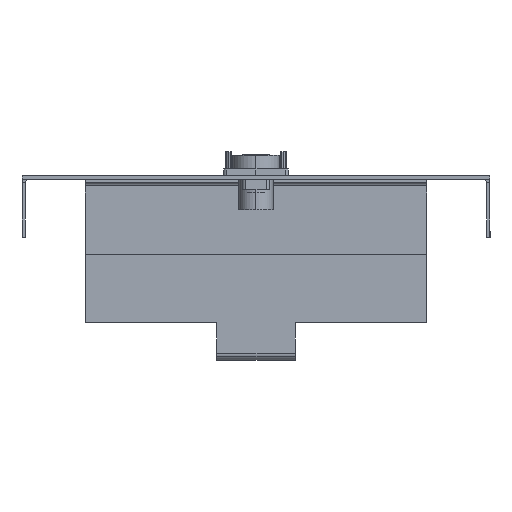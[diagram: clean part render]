
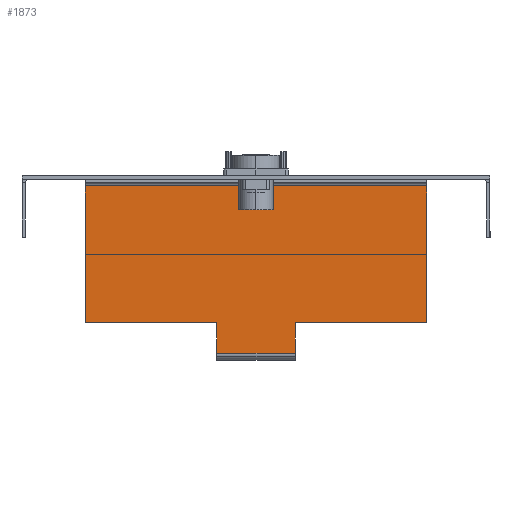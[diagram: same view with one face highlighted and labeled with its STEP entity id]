
A CAD part, left-side view. The second image highlights one B-rep face of the part: STEP entity #1873.
In plain terms, the highlighted planar face has unit normal (-1, 0, 0).
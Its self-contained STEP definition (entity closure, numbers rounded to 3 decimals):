
#25 = LINE ( 'NONE', #5265, #3783 ) ;
#54 = LINE ( 'NONE', #2245, #3081 ) ;
#60 = CARTESIAN_POINT ( 'NONE',  ( 23.5, -100., -42. ) ) ;
#79 = DIRECTION ( 'NONE',  ( 0., -1., 0. ) ) ;
#183 = VECTOR ( 'NONE', #5300, 1000. ) ;
#294 = EDGE_CURVE ( 'NONE', #5346, #4519, #25, .T. ) ;
#304 = VERTEX_POINT ( 'NONE', #1391 ) ;
#639 = ORIENTED_EDGE ( 'NONE', *, *, #4484, .T. ) ;
#739 = VECTOR ( 'NONE', #2489, 1000. ) ;
#786 = FACE_OUTER_BOUND ( 'NONE', #1100, .T. ) ;
#808 = LINE ( 'NONE', #3872, #3069 ) ;
#964 = CARTESIAN_POINT ( 'NONE',  ( 23.5, -61.5, -51. ) ) ;
#1100 = EDGE_LOOP ( 'NONE', ( #1528, #2579, #3788, #1674, #1175, #2853, #639, #5501 ) ) ;
#1175 = ORIENTED_EDGE ( 'NONE', *, *, #1288, .F. ) ;
#1288 = EDGE_CURVE ( 'NONE', #4758, #1326, #2380, .T. ) ;
#1326 = VERTEX_POINT ( 'NONE', #5093 ) ;
#1333 = DIRECTION ( 'NONE',  ( 0., -1., 0. ) ) ;
#1391 = CARTESIAN_POINT ( 'NONE',  ( 23.5, -38.5, -42. ) ) ;
#1395 = LINE ( 'NONE', #2278, #183 ) ;
#1528 = ORIENTED_EDGE ( 'NONE', *, *, #294, .T. ) ;
#1674 = ORIENTED_EDGE ( 'NONE', *, *, #2127, .T. ) ;
#1729 = VECTOR ( 'NONE', #2523, 1000. ) ;
#1787 = DIRECTION ( 'NONE',  ( 0., 0., 1. ) ) ;
#1851 = CARTESIAN_POINT ( 'NONE',  ( 23.5, -61.5, -42. ) ) ;
#1873 = ADVANCED_FACE ( 'NONE', ( #786 ), #5511, .F. ) ;
#2071 = LINE ( 'NONE', #3851, #1729 ) ;
#2127 = EDGE_CURVE ( 'NONE', #3454, #1326, #1395, .T. ) ;
#2245 = CARTESIAN_POINT ( 'NONE',  ( 23.5, 0., -42. ) ) ;
#2278 = CARTESIAN_POINT ( 'NONE',  ( 23.5, -100., 0. ) ) ;
#2380 = LINE ( 'NONE', #3592, #5120 ) ;
#2432 = DIRECTION ( 'NONE',  ( 1., 0., 0. ) ) ;
#2489 = DIRECTION ( 'NONE',  ( 0., 0., 1. ) ) ;
#2523 = DIRECTION ( 'NONE',  ( 0., -1., 0. ) ) ;
#2579 = ORIENTED_EDGE ( 'NONE', *, *, #4981, .T. ) ;
#2651 = VECTOR ( 'NONE', #1787, 1000. ) ;
#2773 = DIRECTION ( 'NONE',  ( 0., -1., 0. ) ) ;
#2853 = ORIENTED_EDGE ( 'NONE', *, *, #3742, .T. ) ;
#3069 = VECTOR ( 'NONE', #3442, 1000. ) ;
#3081 = VECTOR ( 'NONE', #79, 1000. ) ;
#3250 = CARTESIAN_POINT ( 'NONE',  ( 23.5, 0., 0. ) ) ;
#3363 = EDGE_CURVE ( 'NONE', #4428, #3454, #2071, .T. ) ;
#3442 = DIRECTION ( 'NONE',  ( 0., 0., -1. ) ) ;
#3454 = VERTEX_POINT ( 'NONE', #60 ) ;
#3505 = VERTEX_POINT ( 'NONE', #4907 ) ;
#3536 = LINE ( 'NONE', #3935, #2651 ) ;
#3592 = CARTESIAN_POINT ( 'NONE',  ( 23.5, 0., -2. ) ) ;
#3720 = CARTESIAN_POINT ( 'NONE',  ( 23.5, 0., -2. ) ) ;
#3742 = EDGE_CURVE ( 'NONE', #4758, #3505, #808, .T. ) ;
#3783 = VECTOR ( 'NONE', #1333, 1000. ) ;
#3788 = ORIENTED_EDGE ( 'NONE', *, *, #3363, .T. ) ;
#3851 = CARTESIAN_POINT ( 'NONE',  ( 23.5, 0., -42. ) ) ;
#3872 = CARTESIAN_POINT ( 'NONE',  ( 23.5, 0., 0. ) ) ;
#3935 = CARTESIAN_POINT ( 'NONE',  ( 23.5, -61.5, -53. ) ) ;
#3990 = CARTESIAN_POINT ( 'NONE',  ( 23.5, -38.5, -51. ) ) ;
#4366 = EDGE_CURVE ( 'NONE', #5346, #304, #5146, .T. ) ;
#4428 = VERTEX_POINT ( 'NONE', #1851 ) ;
#4484 = EDGE_CURVE ( 'NONE', #3505, #304, #54, .T. ) ;
#4519 = VERTEX_POINT ( 'NONE', #964 ) ;
#4758 = VERTEX_POINT ( 'NONE', #3720 ) ;
#4907 = CARTESIAN_POINT ( 'NONE',  ( 23.5, 0., -42. ) ) ;
#4981 = EDGE_CURVE ( 'NONE', #4519, #4428, #3536, .T. ) ;
#5063 = DIRECTION ( 'NONE',  ( 0., 0., -1. ) ) ;
#5093 = CARTESIAN_POINT ( 'NONE',  ( 23.5, -100., -2. ) ) ;
#5120 = VECTOR ( 'NONE', #2773, 1000. ) ;
#5146 = LINE ( 'NONE', #5510, #739 ) ;
#5205 = AXIS2_PLACEMENT_3D ( 'NONE', #3250, #2432, #5063 ) ;
#5265 = CARTESIAN_POINT ( 'NONE',  ( 23.5, -38.5, -51. ) ) ;
#5300 = DIRECTION ( 'NONE',  ( 0., 0., 1. ) ) ;
#5346 = VERTEX_POINT ( 'NONE', #3990 ) ;
#5501 = ORIENTED_EDGE ( 'NONE', *, *, #4366, .F. ) ;
#5510 = CARTESIAN_POINT ( 'NONE',  ( 23.5, -38.5, -53. ) ) ;
#5511 = PLANE ( 'NONE',  #5205 ) ;
